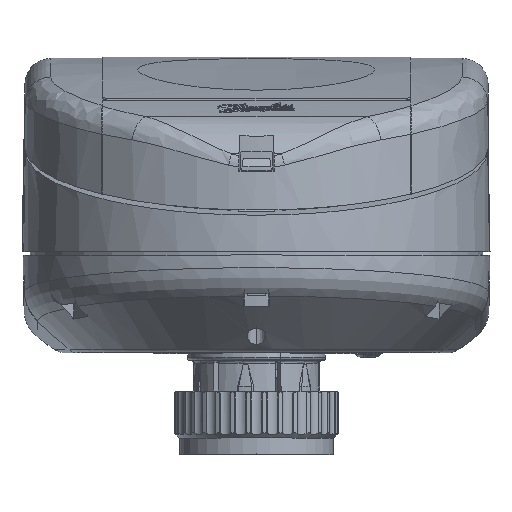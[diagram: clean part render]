
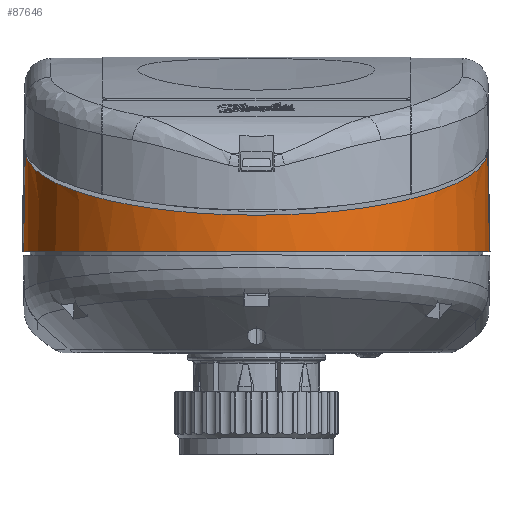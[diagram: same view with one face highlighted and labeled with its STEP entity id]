
A CAD part, top view. The second image highlights one B-rep face of the part: STEP entity #87646.
In plain terms, the highlighted conical face has half-angle 1 degrees and reference radius 47.72 mm.
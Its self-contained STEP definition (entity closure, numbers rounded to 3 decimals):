
#52620=CARTESIAN_POINT('',(0.,-11.9,14.));
#52621=DIRECTION('',(0.,1.,0.));
#52622=DIRECTION('',(-1.,0.,0.004));
#52623=AXIS2_PLACEMENT_3D('',#52620,#52621,#52622);
#52625=CARTESIAN_POINT('',(0.,-11.9,14.));
#52626=DIRECTION('',(0.,1.,0.));
#52627=DIRECTION('',(0.,0.,1.));
#52628=AXIS2_PLACEMENT_3D('',#52625,#52626,#52627);
#53620=CARTESIAN_POINT('',(0.,-4.501,
61.771));
#53621=CARTESIAN_POINT('',(-4.038,-4.501,
61.771));
#53622=CARTESIAN_POINT('',(-11.109,-4.232,
60.802));
#53623=CARTESIAN_POINT('',(-22.935,-3.076,
56.633));
#53624=CARTESIAN_POINT('',(-34.488,-0.768,
48.312));
#53625=CARTESIAN_POINT('',(-42.631,2.45,
36.707));
#53626=CARTESIAN_POINT('',(-46.638,5.695,
25.008));
#53627=CARTESIAN_POINT('',(-47.542,7.611,
18.099));
#53628=CARTESIAN_POINT('',(-47.54,8.69,
14.207));
#64272=CARTESIAN_POINT('',(0.,-4.501,61.771));
#64273=CARTESIAN_POINT('',(4.038,-4.501,
61.771));
#64274=CARTESIAN_POINT('',(11.109,-4.232,
60.802));
#64275=CARTESIAN_POINT('',(22.935,-3.076,
56.633));
#64276=CARTESIAN_POINT('',(34.488,-0.768,
48.312));
#64277=CARTESIAN_POINT('',(42.631,2.45,36.707));
#64278=CARTESIAN_POINT('',(46.638,5.695,25.008));
#64279=CARTESIAN_POINT('',(47.542,7.611,18.099));
#64280=CARTESIAN_POINT('',(47.54,8.69,14.207));
#64282=DIRECTION('',(0.017,-1.,0.));
#64283=VECTOR('',#64282,20.593);
#64284=CARTESIAN_POINT('',(47.54,8.69,14.207));
#64285=LINE('',#64284,#64283);
#64286=DIRECTION('',(0.017,1.,0.));
#64287=VECTOR('',#64286,20.593);
#64288=CARTESIAN_POINT('',(-47.9,-11.9,14.209));
#64289=LINE('',#64288,#64287);
#71947=CARTESIAN_POINT('',(-47.9,-11.9,14.209));
#71948=VERTEX_POINT('',#71947);
#71949=CARTESIAN_POINT('',(0.,-11.9,61.9));
#71950=VERTEX_POINT('',#71949);
#71951=CARTESIAN_POINT('',(47.9,-11.9,14.209));
#71952=VERTEX_POINT('',#71951);
#72333=CARTESIAN_POINT('',(47.54,8.69,14.207));
#72334=VERTEX_POINT('',#72333);
#72335=VERTEX_POINT('',#53620);
#72336=VERTEX_POINT('',#53628);
#87632=CARTESIAN_POINT('',(0.,-1.605,14.));
#87633=DIRECTION('',(0.,-1.,0.));
#87634=DIRECTION('',(0.,0.,1.));
#87635=AXIS2_PLACEMENT_3D('',#87632,#87633,#87634);
#87636=CONICAL_SURFACE('',#87635,47.72,1.);
#87637=ORIENTED_EDGE('',*,*,#77307,.F.);
#87638=ORIENTED_EDGE('',*,*,#77305,.T.);
#87640=ORIENTED_EDGE('',*,*,#87639,.T.);
#87641=ORIENTED_EDGE('',*,*,#76449,.F.);
#87642=ORIENTED_EDGE('',*,*,#76447,.F.);
#87643=ORIENTED_EDGE('',*,*,#87196,.T.);
#87644=EDGE_LOOP('',(#87637,#87638,#87640,#87641,#87642,#87643));
#87645=FACE_OUTER_BOUND('',#87644,.F.);
#52624=CIRCLE('',#52623,47.9);
#52629=CIRCLE('',#52628,47.9);
#53629=B_SPLINE_CURVE_WITH_KNOTS('',3,(#53620,#53621,#53622,#53623,#53624,
#53625,#53626,#53627,#53628),.UNSPECIFIED.,.F.,.F.,(4,1,1,1,1,1,4),(0.,
0.125,0.25,0.5,0.75,0.875,1.),.UNSPECIFIED.);
#64281=B_SPLINE_CURVE_WITH_KNOTS('',3,(#64272,#64273,#64274,#64275,#64276,
#64277,#64278,#64279,#64280),.UNSPECIFIED.,.F.,.F.,(4,1,1,1,1,1,4),(0.,
0.125,0.25,0.5,0.75,0.875,1.),.UNSPECIFIED.);
#76447=EDGE_CURVE('',#71948,#71950,#52624,.T.);
#76449=EDGE_CURVE('',#71950,#71952,#52629,.T.);
#77305=EDGE_CURVE('',#72335,#72334,#64281,.T.);
#77307=EDGE_CURVE('',#72335,#72336,#53629,.T.);
#87196=EDGE_CURVE('',#71948,#72336,#64289,.T.);
#87639=EDGE_CURVE('',#72334,#71952,#64285,.T.);
#87646=ADVANCED_FACE('',(#87645),#87636,.T.);
